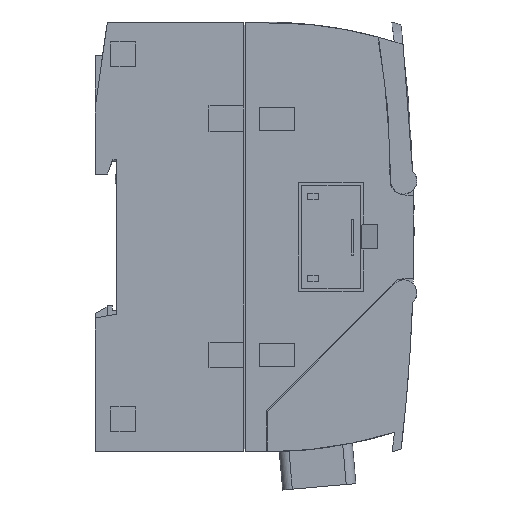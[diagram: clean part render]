
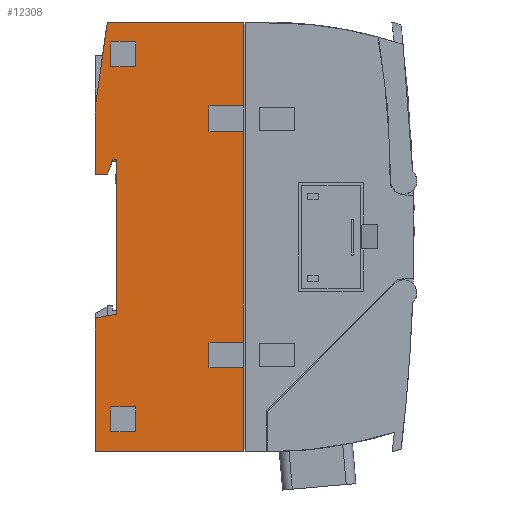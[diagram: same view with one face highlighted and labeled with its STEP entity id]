
A CAD part, left-side view. The second image highlights one B-rep face of the part: STEP entity #12308.
In plain terms, the highlighted planar face has unit normal (-1, 0, 0).
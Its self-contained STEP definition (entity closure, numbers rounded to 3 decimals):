
#5722=FACE_BOUND('',#14695,.T.);
#5723=FACE_BOUND('',#14696,.T.);
#5724=FACE_BOUND('',#14697,.T.);
#6803=LINE('',#39125,#9674);
#6864=LINE('',#39286,#9738);
#6880=LINE('',#39316,#9754);
#6885=LINE('',#39327,#9759);
#6924=LINE('',#39412,#9798);
#6930=LINE('',#39425,#9804);
#6933=LINE('',#39431,#9807);
#6935=LINE('',#39435,#9809);
#6937=LINE('',#39439,#9811);
#6942=LINE('',#39450,#9816);
#6945=LINE('',#39456,#9819);
#6947=LINE('',#39460,#9821);
#6949=LINE('',#39464,#9823);
#6952=LINE('',#39471,#9826);
#7102=LINE('',#39798,#9976);
#7104=LINE('',#39801,#9978);
#7145=LINE('',#39882,#10019);
#7156=LINE('',#39905,#10030);
#7171=LINE('',#39936,#10045);
#7319=LINE('',#40257,#10194);
#7320=LINE('',#40259,#10195);
#7322=LINE('',#40262,#10197);
#7329=LINE('',#40275,#10204);
#7333=LINE('',#40287,#10208);
#7346=LINE('',#40311,#10221);
#7353=LINE('',#40320,#10228);
#7354=LINE('',#40321,#10229);
#7355=LINE('',#40323,#10230);
#9674=VECTOR('',#29181,1.);
#9738=VECTOR('',#29295,1.);
#9754=VECTOR('',#29319,1.);
#9759=VECTOR('',#29328,1.);
#9798=VECTOR('',#29389,1.);
#9804=VECTOR('',#29399,1.);
#9807=VECTOR('',#29404,1.);
#9809=VECTOR('',#29408,1.);
#9811=VECTOR('',#29412,1.);
#9816=VECTOR('',#29421,1.);
#9819=VECTOR('',#29426,1.);
#9821=VECTOR('',#29430,1.);
#9823=VECTOR('',#29434,1.);
#9826=VECTOR('',#29439,1.);
#9976=VECTOR('',#29713,1.);
#9978=VECTOR('',#29717,1.);
#10019=VECTOR('',#29778,1.);
#10030=VECTOR('',#29795,1.);
#10045=VECTOR('',#29820,1.);
#10194=VECTOR('',#30095,1.);
#10195=VECTOR('',#30098,1.);
#10197=VECTOR('',#30102,1.);
#10204=VECTOR('',#30121,1.);
#10208=VECTOR('',#30135,1.);
#10221=VECTOR('',#30158,1.);
#10228=VECTOR('',#30169,1.);
#10229=VECTOR('',#30170,1.);
#10230=VECTOR('',#30171,1.);
#12308=ADVANCED_FACE('NONE',(#5722,#5723,#5724),#13088,.T.);
#13088=PLANE('',#27101);
#14695=EDGE_LOOP('',(#17717,#17718,#17719,#17720));
#14696=EDGE_LOOP('',(#17721,#17722,#17723,#17724));
#14697=EDGE_LOOP('',(#17725,#17726,#17727,#17728,#17729,#17730,#17731,#17732,
#17733,#17734,#17735,#17736,#17737,#17738,#17739,#17740,#17741,#17742,#17743,
#17744));
#17717=ORIENTED_EDGE('',*,*,#24012,.T.);
#17718=ORIENTED_EDGE('',*,*,#24009,.T.);
#17719=ORIENTED_EDGE('',*,*,#24016,.T.);
#17720=ORIENTED_EDGE('',*,*,#24014,.T.);
#17721=ORIENTED_EDGE('',*,*,#24024,.T.);
#17722=ORIENTED_EDGE('',*,*,#24021,.T.);
#17723=ORIENTED_EDGE('',*,*,#24028,.T.);
#17724=ORIENTED_EDGE('',*,*,#24026,.T.);
#17725=ORIENTED_EDGE('',*,*,#24262,.F.);
#17726=ORIENTED_EDGE('',*,*,#23875,.F.);
#17727=ORIENTED_EDGE('',*,*,#23958,.F.);
#17728=ORIENTED_EDGE('',*,*,#23963,.T.);
#17729=ORIENTED_EDGE('',*,*,#24426,.T.);
#17730=ORIENTED_EDGE('',*,*,#24433,.T.);
#17731=ORIENTED_EDGE('',*,*,#24447,.F.);
#17732=ORIENTED_EDGE('',*,*,#24454,.F.);
#17733=ORIENTED_EDGE('',*,*,#24236,.T.);
#17734=ORIENTED_EDGE('',*,*,#24455,.T.);
#17735=ORIENTED_EDGE('',*,*,#24456,.T.);
#17736=ORIENTED_EDGE('',*,*,#24416,.F.);
#17737=ORIENTED_EDGE('',*,*,#24031,.F.);
#17738=ORIENTED_EDGE('',*,*,#24247,.T.);
#17739=ORIENTED_EDGE('',*,*,#24419,.T.);
#17740=ORIENTED_EDGE('',*,*,#24195,.F.);
#17741=ORIENTED_EDGE('',*,*,#24003,.F.);
#17742=ORIENTED_EDGE('',*,*,#24193,.T.);
#17743=ORIENTED_EDGE('',*,*,#24417,.T.);
#17744=ORIENTED_EDGE('',*,*,#23942,.T.);
#21042=VERTEX_POINT('',#39126);
#21043=VERTEX_POINT('',#39127);
#21080=VERTEX_POINT('',#39284);
#21082=VERTEX_POINT('',#39287);
#21091=VERTEX_POINT('',#39315);
#21094=VERTEX_POINT('',#39325);
#21130=VERTEX_POINT('',#39411);
#21131=VERTEX_POINT('',#39413);
#21136=VERTEX_POINT('',#39426);
#21137=VERTEX_POINT('',#39427);
#21138=VERTEX_POINT('',#39432);
#21139=VERTEX_POINT('',#39436);
#21144=VERTEX_POINT('',#39451);
#21145=VERTEX_POINT('',#39452);
#21146=VERTEX_POINT('',#39457);
#21147=VERTEX_POINT('',#39461);
#21150=VERTEX_POINT('',#39470);
#21151=VERTEX_POINT('',#39472);
#21265=VERTEX_POINT('',#39797);
#21266=VERTEX_POINT('',#39802);
#21296=VERTEX_POINT('',#39883);
#21297=VERTEX_POINT('',#39884);
#21304=VERTEX_POINT('',#39904);
#21405=VERTEX_POINT('',#40256);
#21406=VERTEX_POINT('',#40276);
#21408=VERTEX_POINT('',#40286);
#21414=VERTEX_POINT('',#40310);
#21415=VERTEX_POINT('',#40322);
#23875=EDGE_CURVE('NONE',#21042,#21043,#6803,.T.);
#23942=EDGE_CURVE('NONE',#21082,#21080,#6864,.T.);
#23958=EDGE_CURVE('NONE',#21091,#21042,#6880,.T.);
#23963=EDGE_CURVE('NONE',#21091,#21094,#6885,.T.);
#24003=EDGE_CURVE('NONE',#21130,#21131,#6924,.T.);
#24009=EDGE_CURVE('NONE',#21136,#21137,#6930,.T.);
#24012=EDGE_CURVE('NONE',#21138,#21136,#6933,.T.);
#24014=EDGE_CURVE('NONE',#21139,#21138,#6935,.T.);
#24016=EDGE_CURVE('NONE',#21137,#21139,#6937,.T.);
#24021=EDGE_CURVE('NONE',#21144,#21145,#6942,.T.);
#24024=EDGE_CURVE('NONE',#21146,#21144,#6945,.T.);
#24026=EDGE_CURVE('NONE',#21147,#21146,#6947,.T.);
#24028=EDGE_CURVE('NONE',#21145,#21147,#6949,.T.);
#24031=EDGE_CURVE('NONE',#21150,#21151,#6952,.T.);
#24193=EDGE_CURVE('NONE',#21130,#21265,#7102,.T.);
#24195=EDGE_CURVE('NONE',#21131,#21266,#7104,.T.);
#24236=EDGE_CURVE('NONE',#21296,#21297,#7145,.T.);
#24247=EDGE_CURVE('NONE',#21150,#21304,#7156,.T.);
#24262=EDGE_CURVE('NONE',#21043,#21080,#7171,.T.);
#24416=EDGE_CURVE('NONE',#21151,#21405,#7319,.T.);
#24417=EDGE_CURVE('NONE',#21265,#21082,#7320,.T.);
#24419=EDGE_CURVE('NONE',#21304,#21266,#7322,.T.);
#24426=EDGE_CURVE('NONE',#21094,#21406,#7329,.T.);
#24433=EDGE_CURVE('NONE',#21406,#21408,#7333,.T.);
#24447=EDGE_CURVE('NONE',#21414,#21408,#7346,.T.);
#24454=EDGE_CURVE('NONE',#21296,#21414,#7353,.T.);
#24455=EDGE_CURVE('NONE',#21297,#21415,#7354,.T.);
#24456=EDGE_CURVE('NONE',#21415,#21405,#7355,.T.);
#27101=AXIS2_PLACEMENT_3D('',#40324,#30172,#30173);
#29181=DIRECTION('',(0.,1.,0.));
#29295=DIRECTION('',(0.,0.,-1.));
#29319=DIRECTION('',(0.,0.,-1.));
#29328=DIRECTION('',(0.,1.,0.));
#29389=DIRECTION('',(0.,-1.,0.));
#29399=DIRECTION('',(0.,1.,0.));
#29404=DIRECTION('',(0.,0.,-1.));
#29408=DIRECTION('',(0.,-1.,0.));
#29412=DIRECTION('',(0.,0.,1.));
#29421=DIRECTION('',(0.,1.,0.));
#29426=DIRECTION('',(0.,0.,-1.));
#29430=DIRECTION('',(0.,-1.,0.));
#29434=DIRECTION('',(0.,0.,1.));
#29439=DIRECTION('',(0.,-1.,0.));
#29713=DIRECTION('',(0.,0.,1.));
#29717=DIRECTION('',(0.,0.,1.));
#29778=DIRECTION('',(0.,-1.,0.));
#29795=DIRECTION('',(0.,0.,1.));
#29820=DIRECTION('',(0.,0.99,0.139));
#30095=DIRECTION('',(0.,0.,1.));
#30098=DIRECTION('',(0.,1.,0.));
#30102=DIRECTION('',(0.,1.,0.));
#30121=DIRECTION('',(0.,0.94,0.342));
#30135=DIRECTION('',(0.,0.,1.));
#30158=DIRECTION('',(0.,1.,0.));
#30169=DIRECTION('',(0.,0.174,0.985));
#30170=DIRECTION('',(0.,0.,1.));
#30171=DIRECTION('',(0.,1.,0.));
#30172=DIRECTION('',(-1.,0.,0.));
#30173=DIRECTION('',(0.,-1.,0.));
#39125=CARTESIAN_POINT('',(-15.,29.972,-34.999));
#39126=CARTESIAN_POINT('',(-15.,14.5,-34.999));
#39127=CARTESIAN_POINT('',(-15.,30.028,-34.999));
#39284=CARTESIAN_POINT('',(-15.,50.048,-32.186));
#39286=CARTESIAN_POINT('',(-15.,50.048,-31.782));
#39287=CARTESIAN_POINT('',(-15.,50.048,-0.503));
#39315=CARTESIAN_POINT('',(-15.,14.5,-32.036));
#39316=CARTESIAN_POINT('',(-15.,14.5,-32.036));
#39325=CARTESIAN_POINT('',(-15.,14.9,-32.036));
#39327=CARTESIAN_POINT('',(-15.,14.5,-32.036));
#39411=CARTESIAN_POINT('',(-15.,30.5,-8.503));
#39412=CARTESIAN_POINT('',(-15.,30.5,-8.503));
#39413=CARTESIAN_POINT('',(-15.,24.5,-8.503));
#39425=CARTESIAN_POINT('',(-15.,0.,-31.403));
#39426=CARTESIAN_POINT('',(-15.,39.6,-31.403));
#39427=CARTESIAN_POINT('',(-15.,45.4,-31.403));
#39431=CARTESIAN_POINT('',(-15.,39.6,-35.003));
#39432=CARTESIAN_POINT('',(-15.,39.6,-25.603));
#39435=CARTESIAN_POINT('',(-15.,0.,-25.603));
#39436=CARTESIAN_POINT('',(-15.,45.4,-25.603));
#39439=CARTESIAN_POINT('',(-15.,45.4,-35.003));
#39450=CARTESIAN_POINT('',(-15.,0.,-31.403));
#39451=CARTESIAN_POINT('',(-15.,-45.4,-31.403));
#39452=CARTESIAN_POINT('',(-15.,-39.6,-31.403));
#39456=CARTESIAN_POINT('',(-15.,-45.4,-35.003));
#39457=CARTESIAN_POINT('',(-15.,-45.4,-25.603));
#39460=CARTESIAN_POINT('',(-15.,0.,-25.603));
#39461=CARTESIAN_POINT('',(-15.,-39.6,-25.603));
#39464=CARTESIAN_POINT('',(-15.,-39.6,-35.003));
#39470=CARTESIAN_POINT('',(-15.,-24.5,-8.503));
#39471=CARTESIAN_POINT('',(-15.,-24.5,-8.503));
#39472=CARTESIAN_POINT('',(-15.,-30.5,-8.503));
#39797=CARTESIAN_POINT('',(-15.,30.5,-0.503));
#39798=CARTESIAN_POINT('',(-15.,30.5,-8.503));
#39801=CARTESIAN_POINT('',(-15.,24.5,-8.503));
#39802=CARTESIAN_POINT('',(-15.,24.5,-0.503));
#39882=CARTESIAN_POINT('',(-15.,-50.,-35.003));
#39883=CARTESIAN_POINT('',(-15.,-18.882,-35.003));
#39884=CARTESIAN_POINT('',(-15.,-50.,-35.003));
#39904=CARTESIAN_POINT('',(-15.,-24.5,-0.503));
#39905=CARTESIAN_POINT('',(-15.,-24.5,-8.503));
#39936=CARTESIAN_POINT('',(-15.,30.028,-34.999));
#40256=CARTESIAN_POINT('',(-15.,-30.5,-0.503));
#40257=CARTESIAN_POINT('',(-15.,-30.5,-8.503));
#40259=CARTESIAN_POINT('',(-15.,49.3,-0.503));
#40262=CARTESIAN_POINT('',(-15.,49.3,-0.503));
#40275=CARTESIAN_POINT('',(-15.,17.6,-31.053));
#40276=CARTESIAN_POINT('',(-15.,18.,-30.908));
#40286=CARTESIAN_POINT('',(-15.,18.,-30.003));
#40287=CARTESIAN_POINT('',(-15.,18.,-30.003));
#40310=CARTESIAN_POINT('',(-15.,-18.,-30.003));
#40311=CARTESIAN_POINT('',(-15.,-18.318,-30.003));
#40320=CARTESIAN_POINT('',(-15.,-18.892,-35.061));
#40321=CARTESIAN_POINT('',(-15.,-50.,-35.003));
#40322=CARTESIAN_POINT('',(-15.,-50.,-0.503));
#40323=CARTESIAN_POINT('',(-15.,49.3,-0.503));
#40324=CARTESIAN_POINT('',(-15.,50.,-0.103));
